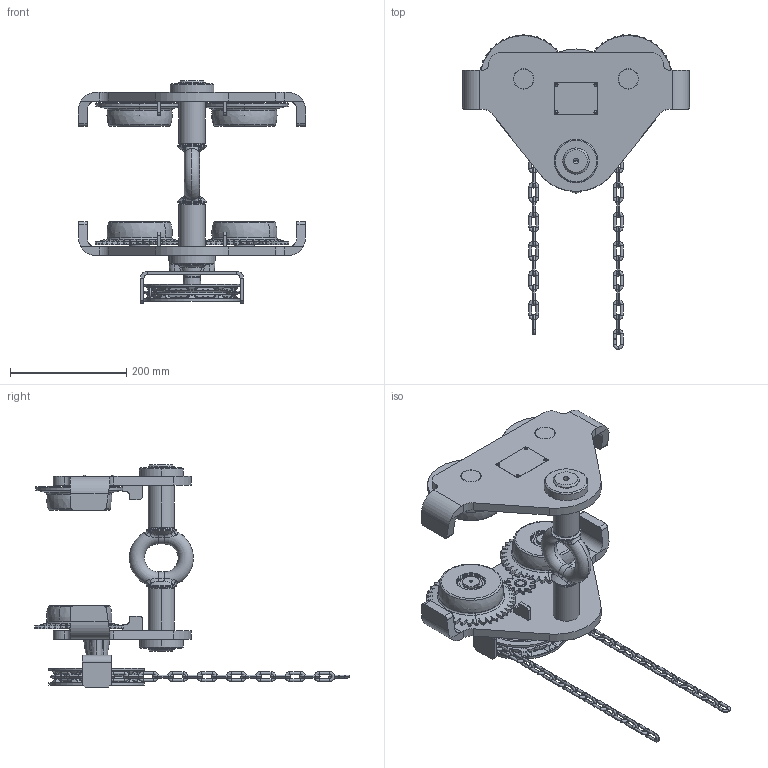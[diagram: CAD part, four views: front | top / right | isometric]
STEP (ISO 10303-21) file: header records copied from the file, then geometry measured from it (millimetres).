
FILE_DESCRIPTION (( 'STEP AP203' ), '1' );
FILE_NAME ('HTG-3t.STEP', '2010-02-05T10:18:17', ( 'Yale Industrial Products GmbH' ), ( 'Yale Industrial Products GmbH' ), 'SwSTEP 2.0', 'SolidWorks 2009', '' );
FILE_SCHEMA (( 'CONFIG_CONTROL_DESIGN' ));
Length unit declared in the file: millimetre
Products named in the file (1): HTG-3t
Bounding box: 390 x 540.55 x 382 mm (x, y, z)
Volume: 4578384.2 mm3; surface area: 848551.4 mm2
Topology: 77 solids, 77 shells, 2236 faces, 5636 edges, 3443 vertices
Faces by surface type: cylinder 977, torus 403, plane 352, cone 296, bspline 148, sphere 60
Entity records: 100065 total; most frequent: CARTESIAN_POINT 46797, DIRECTION 11644, ORIENTED_EDGE 11056, EDGE_CURVE 5528, AXIS2_PLACEMENT_3D 4962, VERTEX_POINT 3419, CIRCLE 2873, EDGE_LOOP 2381
